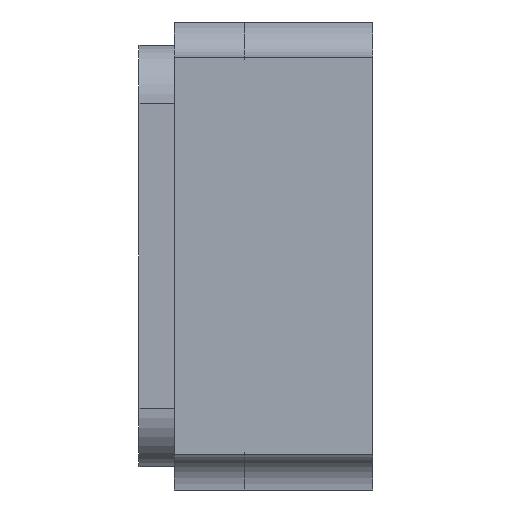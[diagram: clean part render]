
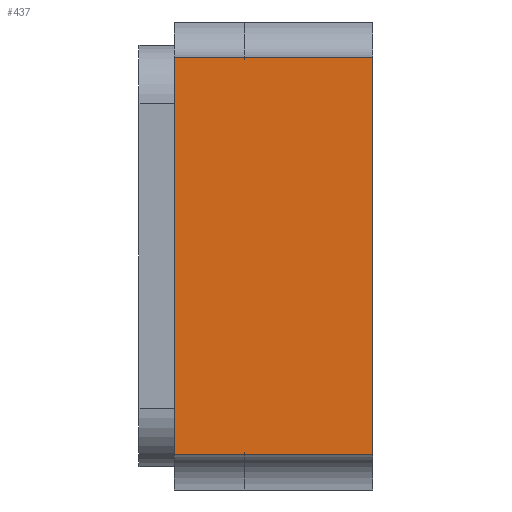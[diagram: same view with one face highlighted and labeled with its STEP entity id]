
A CAD part, left-side view. The second image highlights one B-rep face of the part: STEP entity #437.
In plain terms, the highlighted planar face has unit normal (-1, 0, 0).
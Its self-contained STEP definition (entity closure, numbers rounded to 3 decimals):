
#85 = LINE ( 'NONE', #751, #1228 ) ;
#95 = VERTEX_POINT ( 'NONE', #2362 ) ;
#108 = CARTESIAN_POINT ( 'NONE',  ( -0.8, 0., 0.425 ) ) ;
#141 = ORIENTED_EDGE ( 'NONE', *, *, #276, .F. ) ;
#145 = ORIENTED_EDGE ( 'NONE', *, *, #1374, .F. ) ;
#156 = CARTESIAN_POINT ( 'NONE',  ( -0.8, 0., 0. ) ) ;
#164 = VECTOR ( 'NONE', #1189, 1000. ) ;
#192 = VERTEX_POINT ( 'NONE', #2108 ) ;
#203 = AXIS2_PLACEMENT_3D ( 'NONE', #927, #327, #1802 ) ;
#276 = EDGE_CURVE ( 'NONE', #192, #1177, #2307, .T. ) ;
#305 = DIRECTION ( 'NONE',  ( 0., -1., 0. ) ) ;
#321 = CARTESIAN_POINT ( 'NONE',  ( -0.8, 0.275, 0.425 ) ) ;
#326 = EDGE_CURVE ( 'NONE', #867, #2284, #1566, .T. ) ;
#327 = DIRECTION ( 'NONE',  ( -1., 0., 0. ) ) ;
#336 = DIRECTION ( 'NONE',  ( 0., 0., 1. ) ) ;
#437 = ADVANCED_FACE ( 'NONE', ( #1770 ), #519, .T. ) ;
#519 = PLANE ( 'NONE',  #203 ) ;
#530 = VECTOR ( 'NONE', #336, 1000. ) ;
#715 = EDGE_CURVE ( 'NONE', #95, #192, #2568, .T. ) ;
#751 = CARTESIAN_POINT ( 'NONE',  ( -0.8, 0.5, 0.425 ) ) ;
#800 = LINE ( 'NONE', #2222, #1752 ) ;
#867 = VERTEX_POINT ( 'NONE', #1915 ) ;
#927 = CARTESIAN_POINT ( 'NONE',  ( -0.8, 0.5, 0. ) ) ;
#990 = VECTOR ( 'NONE', #1115, 1000. ) ;
#995 = ORIENTED_EDGE ( 'NONE', *, *, #1844, .T. ) ;
#1097 = CARTESIAN_POINT ( 'NONE',  ( -0.8, 0.5, 0.425 ) ) ;
#1115 = DIRECTION ( 'NONE',  ( 0., -1., 0. ) ) ;
#1165 = CARTESIAN_POINT ( 'NONE',  ( -0.8, 0.425, -0.425 ) ) ;
#1177 = VERTEX_POINT ( 'NONE', #321 ) ;
#1189 = DIRECTION ( 'NONE',  ( 0., 0., -1. ) ) ;
#1204 = ORIENTED_EDGE ( 'NONE', *, *, #715, .F. ) ;
#1228 = VECTOR ( 'NONE', #2227, 1000. ) ;
#1308 = ORIENTED_EDGE ( 'NONE', *, *, #326, .T. ) ;
#1328 = CARTESIAN_POINT ( 'NONE',  ( -0.8, 0.5, -0.425 ) ) ;
#1330 = VECTOR ( 'NONE', #305, 1000. ) ;
#1374 = EDGE_CURVE ( 'NONE', #1894, #2284, #1854, .T. ) ;
#1421 = CARTESIAN_POINT ( 'NONE',  ( -0.8, 0., -0.425 ) ) ;
#1566 = LINE ( 'NONE', #1328, #990 ) ;
#1596 = DIRECTION ( 'NONE',  ( 0., -1., 0. ) ) ;
#1752 = VECTOR ( 'NONE', #1596, 1000. ) ;
#1770 = FACE_OUTER_BOUND ( 'NONE', #1829, .T. ) ;
#1802 = DIRECTION ( 'NONE',  ( 0., 0., 1. ) ) ;
#1829 = EDGE_LOOP ( 'NONE', ( #141, #1204, #995, #1308, #145, #2727 ) ) ;
#1844 = EDGE_CURVE ( 'NONE', #95, #867, #800, .T. ) ;
#1854 = LINE ( 'NONE', #156, #164 ) ;
#1894 = VERTEX_POINT ( 'NONE', #108 ) ;
#1915 = CARTESIAN_POINT ( 'NONE',  ( -0.8, 0.275, -0.425 ) ) ;
#2108 = CARTESIAN_POINT ( 'NONE',  ( -0.8, 0.425, 0.425 ) ) ;
#2222 = CARTESIAN_POINT ( 'NONE',  ( -0.8, 0.5, -0.425 ) ) ;
#2227 = DIRECTION ( 'NONE',  ( 0., -1., 0. ) ) ;
#2284 = VERTEX_POINT ( 'NONE', #1421 ) ;
#2307 = LINE ( 'NONE', #1097, #1330 ) ;
#2362 = CARTESIAN_POINT ( 'NONE',  ( -0.8, 0.425, -0.425 ) ) ;
#2561 = EDGE_CURVE ( 'NONE', #1177, #1894, #85, .T. ) ;
#2568 = LINE ( 'NONE', #1165, #530 ) ;
#2727 = ORIENTED_EDGE ( 'NONE', *, *, #2561, .F. ) ;
